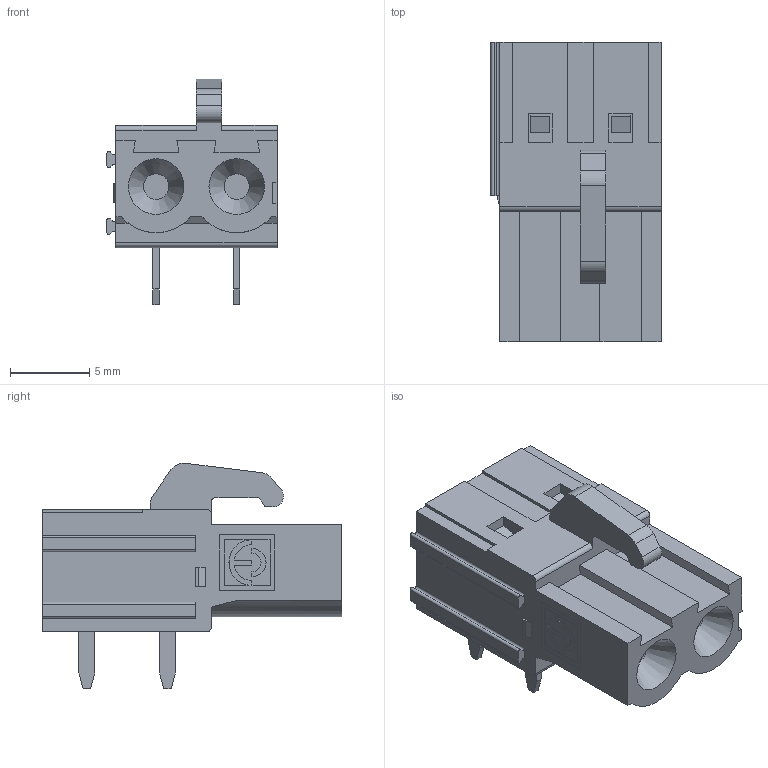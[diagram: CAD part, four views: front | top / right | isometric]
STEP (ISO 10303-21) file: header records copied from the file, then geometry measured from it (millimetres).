
FILE_DESCRIPTION(('STEP AP214'),'1');
FILE_NAME('PF02-5,08-H-M.stp','2020-04-30T12:03:21',(' '),(' '),'Spatial InterOp 3D',' ',' ');
FILE_SCHEMA(('automotive_design'));
Length unit declared in the file: metre
Products named in the file (1): 1
Bounding box: 10.72 x 18.85 x 14.22 mm (x, y, z)
Volume: 1241.6 mm3; surface area: 1054.8 mm2
Topology: 1 solids, 1 shells, 190 faces, 523 edges, 348 vertices
Faces by surface type: plane 153, cylinder 34, cone 2, extrusion 1
Entity records: 7525 total; most frequent: CARTESIAN_POINT 1078, ORIENTED_EDGE 1042, DIRECTION 976, EDGE_CURVE 521, VECTOR 444, LINE 443, VERTEX_POINT 348, AXIS2_PLACEMENT_3D 266
